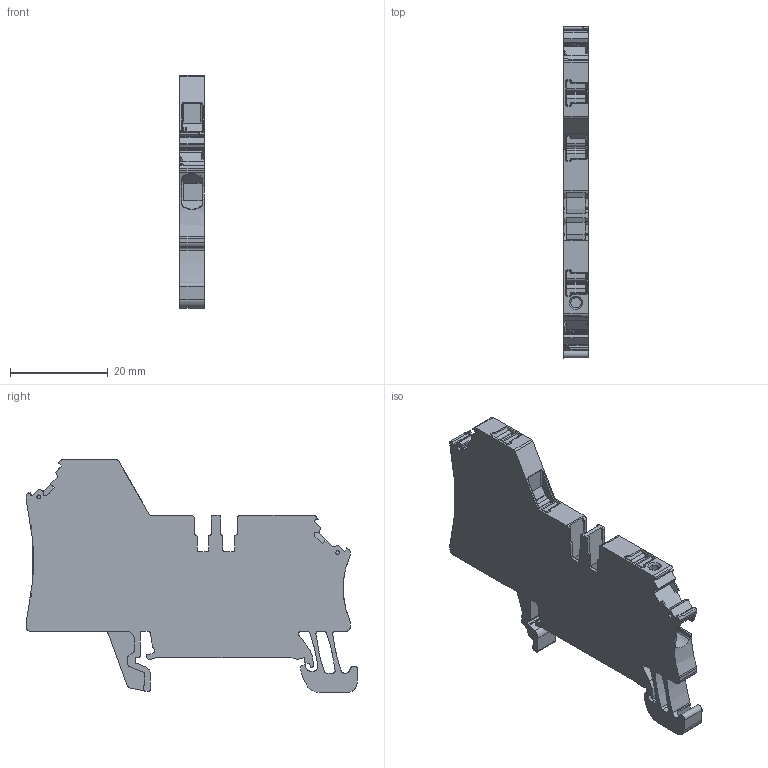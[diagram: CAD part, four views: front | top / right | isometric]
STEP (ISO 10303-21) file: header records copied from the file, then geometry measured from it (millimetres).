
FILE_DESCRIPTION(('CATIA V5 STEP Exchange','CAx-IF Rec.Pracs.--- Model Styling and Organization---1.4--- 2014-01-23'),'2;1');
FILE_NAME ('1389505-2_0', '2021-12-10T07:32:22+00:00', ('none'), ('Weidmueller'), 'CATIA Version 5-6 Release 2016 SP3 HF44', 'CATIA V5 STEP AP214', 'none');
FILE_SCHEMA(('AUTOMOTIVE_DESIGN { 1 0 10303 214 1 1 1 1 }'));
Length unit declared in the file: millimetre
Products named in the file (1): AL3C_2-5_LTGY
Bounding box: 5.1 x 67.83 x 47.55 mm (x, y, z)
Volume: 8458.2 mm3; surface area: 7091.8 mm2
Topology: 4 solids, 4 shells, 742 faces, 2093 edges, 1362 vertices
Faces by surface type: plane 317, cylinder 264, extrusion 110, cone 28, bspline 18, torus 3, sphere 2
Entity records: 25436 total; most frequent: CARTESIAN_POINT 7282, ORIENTED_EDGE 4178, DIRECTION 2951, EDGE_CURVE 2089, VECTOR 1433, VERTEX_POINT 1362, LINE 1323, AXIS2_PLACEMENT_3D 966
